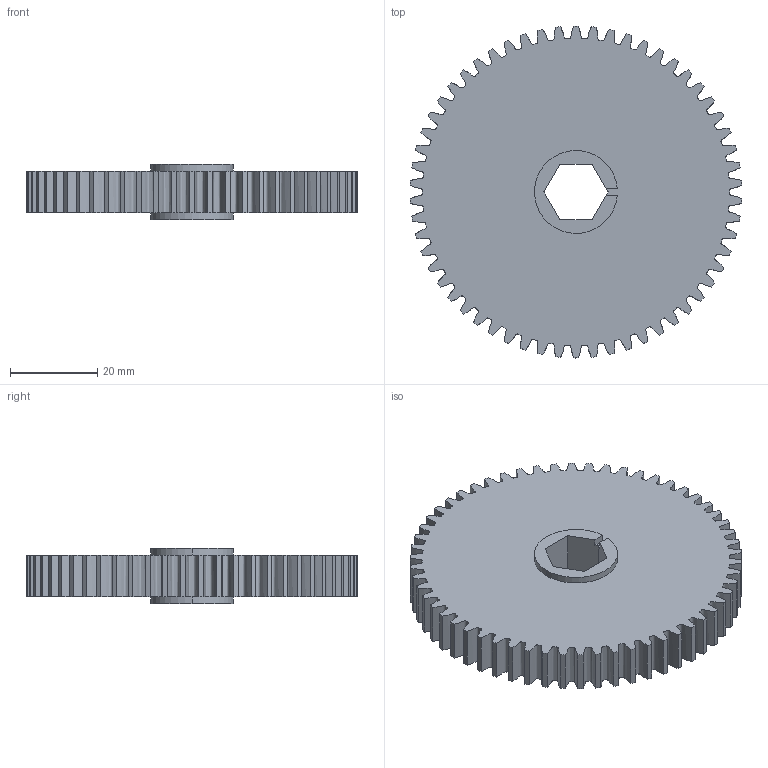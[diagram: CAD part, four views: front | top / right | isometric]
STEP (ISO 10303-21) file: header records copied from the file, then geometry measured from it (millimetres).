
FILE_DESCRIPTION (( 'STEP AP214' ), '1' );
FILE_NAME ('WCP-0719 Rev1.step', '2022-11-24T01:49:17', ( '' ), ( '' ), 'SwSTEP 2.0', 'SolidWorks 2020', '' );
FILE_SCHEMA (( 'AUTOMOTIVE_DESIGN' ));
Length unit declared in the file: inch
Products named in the file (1): WCP-0719 Rev1
Bounding box: 76.14 x 76.2 x 12.65 mm (x, y, z)
Volume: 40802.3 mm3; surface area: 13423.2 mm2
Topology: 1 solids, 1 shells, 132 faces, 387 edges, 258 vertices
Faces by surface type: cylinder 62, bspline 58, plane 12
Entity records: 18495 total; most frequent: CARTESIAN_POINT 15220, ORIENTED_EDGE 774, DIRECTION 545, EDGE_CURVE 387, VERTEX_POINT 258, AXIS2_PLACEMENT_3D 199, VECTOR 147, LINE 147
